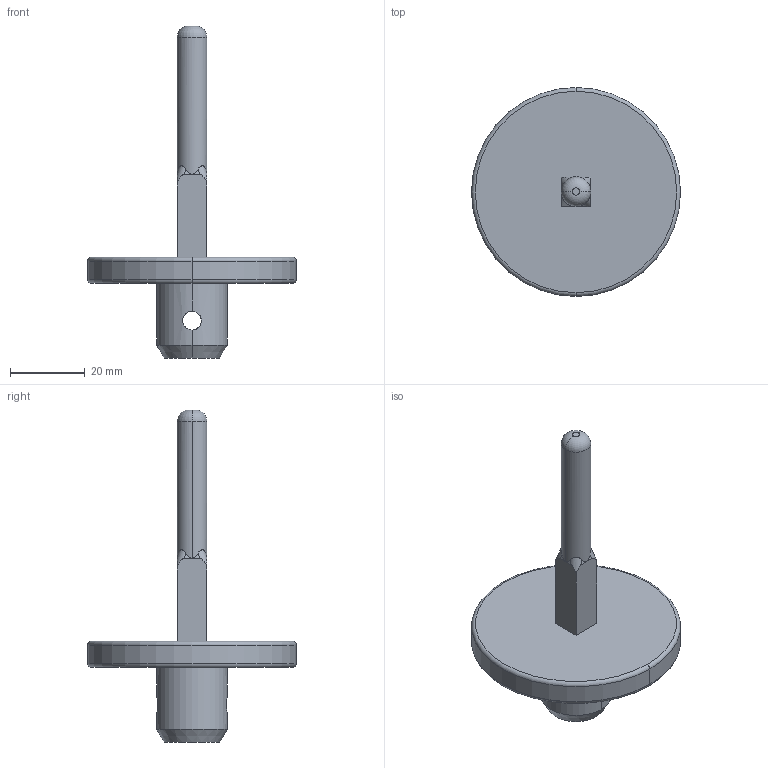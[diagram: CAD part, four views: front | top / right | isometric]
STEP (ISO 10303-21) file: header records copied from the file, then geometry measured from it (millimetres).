
FILE_DESCRIPTION (( 'STEP AP203' ), '1' );
FILE_NAME ('adaptateur 16mm.STEP', '2020-09-12T15:16:18', ( '' ), ( '' ), 'SwSTEP 2.0', 'SolidWorks 2017', '' );
FILE_SCHEMA (( 'CONFIG_CONTROL_DESIGN' ));
Length unit declared in the file: millimetre
Products named in the file (1): adaptateur 16mm
Bounding box: 56 x 56 x 89 mm (x, y, z)
Volume: 25621.5 mm3; surface area: 9006.3 mm2
Topology: 1 solids, 1 shells, 36 faces, 84 edges, 50 vertices
Faces by surface type: plane 16, cylinder 12, torus 6, cone 2
Entity records: 1241 total; most frequent: CARTESIAN_POINT 387, ORIENTED_EDGE 168, DIRECTION 158, EDGE_CURVE 84, AXIS2_PLACEMENT_3D 61, VERTEX_POINT 50, EDGE_LOOP 38, VECTOR 36
